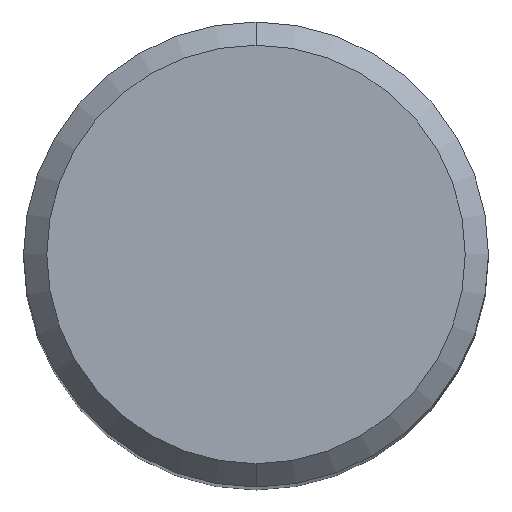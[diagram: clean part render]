
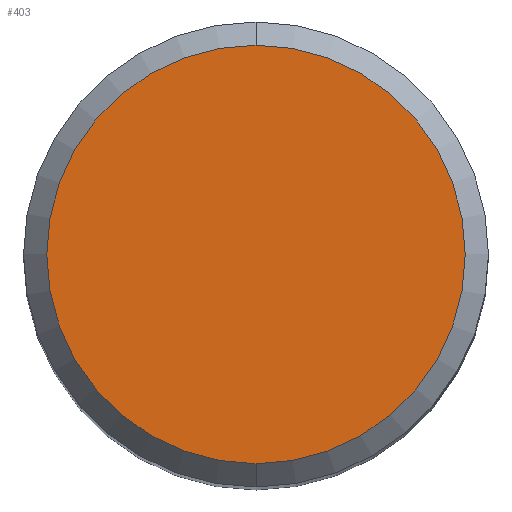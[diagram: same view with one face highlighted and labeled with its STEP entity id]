
A CAD part, top view. The second image highlights one B-rep face of the part: STEP entity #403.
In plain terms, the highlighted planar face has unit normal (0, 0, 1).
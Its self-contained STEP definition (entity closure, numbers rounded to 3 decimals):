
#199=VERTEX_POINT('',#506);
#263=EDGE_CURVE('',#401,#199,#578,.T.);
#391=EDGE_CURVE('',#199,#401,#720,.T.);
#401=VERTEX_POINT('',#730);
#403=ADVANCED_FACE('',(#732),#733,.T.);
#506=CARTESIAN_POINT('',(0.,-5.4,0.0));
#578=CIRCLE('',#1008,5.4);
#720=CIRCLE('',#1334,5.4);
#730=CARTESIAN_POINT('',(0.0,5.4,0.0));
#732=FACE_OUTER_BOUND('',#1350,.T.);
#733=PLANE('',#1351);
#1008=AXIS2_PLACEMENT_3D('',#1603,#1604,#1605);
#1334=AXIS2_PLACEMENT_3D('',#1765,#1766,#1767);
#1350=EDGE_LOOP('',(#1775,#1776));
#1351=AXIS2_PLACEMENT_3D('',#1777,#1778,#1779);
#1603=CARTESIAN_POINT('',(0.0,0.0,0.0));
#1604=DIRECTION('',(0.0,0.0,-1.0));
#1605=DIRECTION('',(0.0,1.0,0.0));
#1765=CARTESIAN_POINT('',(0.0,0.0,0.0));
#1766=DIRECTION('',(0.0,0.0,-1.0));
#1767=DIRECTION('',(0.0,1.0,0.0));
#1775=ORIENTED_EDGE('',*,*,#263,.F.);
#1776=ORIENTED_EDGE('',*,*,#391,.F.);
#1777=CARTESIAN_POINT('',(0.0,2.7,0.0));
#1778=DIRECTION('',(-0.0,0.0,1.0));
#1779=DIRECTION('',(0.0,-1.0,0.0));
